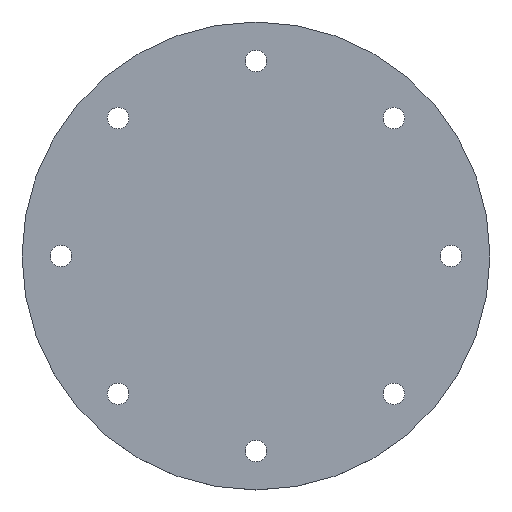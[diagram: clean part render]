
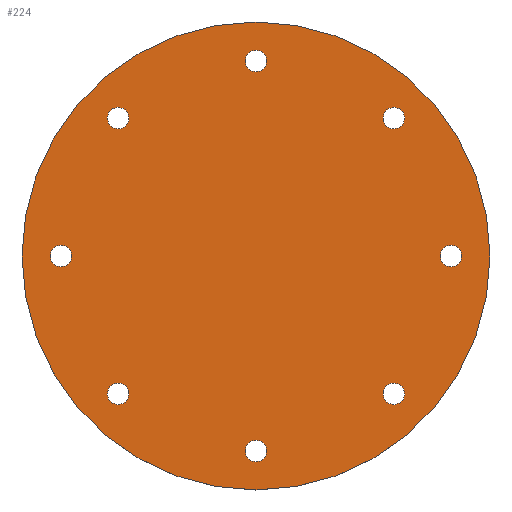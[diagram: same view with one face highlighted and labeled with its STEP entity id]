
A CAD part, top view. The second image highlights one B-rep face of the part: STEP entity #224.
In plain terms, the highlighted planar face has unit normal (0, 0, 1).
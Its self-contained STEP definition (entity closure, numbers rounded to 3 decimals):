
#15=FACE_BOUND('',#54,.T.);
#16=FACE_BOUND('',#55,.T.);
#17=FACE_BOUND('',#56,.T.);
#18=FACE_BOUND('',#57,.T.);
#19=FACE_BOUND('',#58,.T.);
#20=FACE_BOUND('',#59,.T.);
#21=FACE_BOUND('',#60,.T.);
#22=FACE_BOUND('',#61,.T.);
#31=PLANE('',#276);
#42=FACE_OUTER_BOUND('',#53,.T.);
#53=EDGE_LOOP('',(#188));
#54=EDGE_LOOP('',(#189));
#55=EDGE_LOOP('',(#190));
#56=EDGE_LOOP('',(#191));
#57=EDGE_LOOP('',(#192));
#58=EDGE_LOOP('',(#193));
#59=EDGE_LOOP('',(#194));
#60=EDGE_LOOP('',(#195));
#61=EDGE_LOOP('',(#196));
#89=CIRCLE('',#250,2.75);
#91=CIRCLE('',#253,2.75);
#93=CIRCLE('',#256,2.75);
#95=CIRCLE('',#259,2.75);
#97=CIRCLE('',#262,2.75);
#99=CIRCLE('',#265,2.75);
#101=CIRCLE('',#268,2.75);
#103=CIRCLE('',#271,2.75);
#105=CIRCLE('',#274,60.);
#107=VERTEX_POINT('',#349);
#109=VERTEX_POINT('',#355);
#111=VERTEX_POINT('',#361);
#113=VERTEX_POINT('',#367);
#115=VERTEX_POINT('',#373);
#117=VERTEX_POINT('',#379);
#119=VERTEX_POINT('',#385);
#121=VERTEX_POINT('',#391);
#123=VERTEX_POINT('',#397);
#125=EDGE_CURVE('',#107,#107,#89,.T.);
#128=EDGE_CURVE('',#109,#109,#91,.T.);
#131=EDGE_CURVE('',#111,#111,#93,.T.);
#134=EDGE_CURVE('',#113,#113,#95,.T.);
#137=EDGE_CURVE('',#115,#115,#97,.T.);
#140=EDGE_CURVE('',#117,#117,#99,.T.);
#143=EDGE_CURVE('',#119,#119,#101,.T.);
#146=EDGE_CURVE('',#121,#121,#103,.T.);
#149=EDGE_CURVE('',#123,#123,#105,.T.);
#188=ORIENTED_EDGE('',*,*,#149,.T.);
#189=ORIENTED_EDGE('',*,*,#146,.T.);
#190=ORIENTED_EDGE('',*,*,#143,.T.);
#191=ORIENTED_EDGE('',*,*,#140,.T.);
#192=ORIENTED_EDGE('',*,*,#137,.T.);
#193=ORIENTED_EDGE('',*,*,#134,.T.);
#194=ORIENTED_EDGE('',*,*,#131,.T.);
#195=ORIENTED_EDGE('',*,*,#128,.T.);
#196=ORIENTED_EDGE('',*,*,#125,.T.);
#224=ADVANCED_FACE('',(#42,#15,#16,#17,#18,#19,#20,#21,#22),#31,.T.);
#250=AXIS2_PLACEMENT_3D('',#350,#282,#283);
#253=AXIS2_PLACEMENT_3D('',#356,#289,#290);
#256=AXIS2_PLACEMENT_3D('',#362,#296,#297);
#259=AXIS2_PLACEMENT_3D('',#368,#303,#304);
#262=AXIS2_PLACEMENT_3D('',#374,#310,#311);
#265=AXIS2_PLACEMENT_3D('',#380,#317,#318);
#268=AXIS2_PLACEMENT_3D('',#386,#324,#325);
#271=AXIS2_PLACEMENT_3D('',#392,#331,#332);
#274=AXIS2_PLACEMENT_3D('',#398,#338,#339);
#276=AXIS2_PLACEMENT_3D('',#402,#343,#344);
#282=DIRECTION('center_axis',(0.,0.,-1.));
#283=DIRECTION('ref_axis',(-1.,0.,0.));
#289=DIRECTION('center_axis',(0.,0.,-1.));
#290=DIRECTION('ref_axis',(-1.,0.,0.));
#296=DIRECTION('center_axis',(0.,0.,-1.));
#297=DIRECTION('ref_axis',(-1.,0.,0.));
#303=DIRECTION('center_axis',(0.,0.,-1.));
#304=DIRECTION('ref_axis',(-1.,0.,0.));
#310=DIRECTION('center_axis',(0.,0.,-1.));
#311=DIRECTION('ref_axis',(-1.,0.,0.));
#317=DIRECTION('center_axis',(0.,0.,-1.));
#318=DIRECTION('ref_axis',(-1.,0.,0.));
#324=DIRECTION('center_axis',(0.,0.,-1.));
#325=DIRECTION('ref_axis',(-1.,0.,0.));
#331=DIRECTION('center_axis',(0.,0.,-1.));
#332=DIRECTION('ref_axis',(-1.,0.,0.));
#338=DIRECTION('center_axis',(0.,0.,1.));
#339=DIRECTION('ref_axis',(1.,0.,0.));
#343=DIRECTION('center_axis',(0.,0.,1.));
#344=DIRECTION('ref_axis',(1.,0.,0.));
#349=CARTESIAN_POINT('',(2.75,50.,4.));
#350=CARTESIAN_POINT('Origin',(0.,50.,4.));
#355=CARTESIAN_POINT('',(2.75,-50.,4.));
#356=CARTESIAN_POINT('Origin',(0.,-50.,4.));
#361=CARTESIAN_POINT('',(-32.607,-35.354,4.));
#362=CARTESIAN_POINT('Origin',(-35.357,-35.354,4.));
#367=CARTESIAN_POINT('',(-47.25,0.,4.));
#368=CARTESIAN_POINT('Origin',(-50.,0.,4.));
#373=CARTESIAN_POINT('',(-32.605,35.356,4.));
#374=CARTESIAN_POINT('Origin',(-35.355,35.356,4.));
#379=CARTESIAN_POINT('',(38.106,-35.355,4.));
#380=CARTESIAN_POINT('Origin',(35.356,-35.355,4.));
#385=CARTESIAN_POINT('',(38.106,35.355,4.));
#386=CARTESIAN_POINT('Origin',(35.356,35.355,4.));
#391=CARTESIAN_POINT('',(52.75,0.,4.));
#392=CARTESIAN_POINT('Origin',(50.,0.,4.));
#397=CARTESIAN_POINT('',(-60.,0.,4.));
#398=CARTESIAN_POINT('Origin',(0.,0.,4.));
#402=CARTESIAN_POINT('Origin',(0.,0.,4.));
